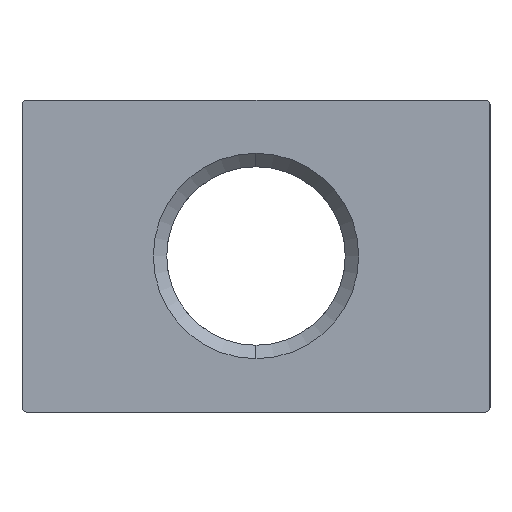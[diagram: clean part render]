
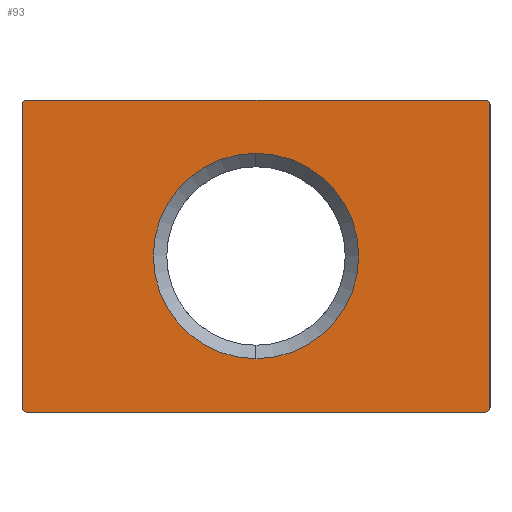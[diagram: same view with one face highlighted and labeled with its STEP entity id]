
A CAD part, left-side view. The second image highlights one B-rep face of the part: STEP entity #93.
In plain terms, the highlighted planar face has unit normal (-1, 0, 0).
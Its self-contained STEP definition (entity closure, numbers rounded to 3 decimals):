
#93=ADVANCED_FACE('',(#226,#227),#228,.T.);
#226=FACE_OUTER_BOUND('',#408,.T.);
#227=FACE_BOUND('',#409,.T.);
#228=PLANE('',#410);
#408=EDGE_LOOP('',(#637,#638,#639,#640,#641,#642,#643,#644));
#409=EDGE_LOOP('',(#645,#646));
#410=AXIS2_PLACEMENT_3D('',#647,#648,#649);
#637=ORIENTED_EDGE('',*,*,#1127,.T.);
#638=ORIENTED_EDGE('',*,*,#1132,.F.);
#639=ORIENTED_EDGE('',*,*,#1133,.T.);
#640=ORIENTED_EDGE('',*,*,#1134,.T.);
#641=ORIENTED_EDGE('',*,*,#1135,.T.);
#642=ORIENTED_EDGE('',*,*,#1087,.T.);
#643=ORIENTED_EDGE('',*,*,#1136,.T.);
#644=ORIENTED_EDGE('',*,*,#1137,.F.);
#645=ORIENTED_EDGE('',*,*,#1138,.T.);
#646=ORIENTED_EDGE('',*,*,#1139,.T.);
#647=CARTESIAN_POINT('',(0.0,30.0,-10.0));
#648=DIRECTION('',(-1.0,0.0,0.0));
#649=DIRECTION('',(0.0,0.0,1.0));
#1087=EDGE_CURVE('',#1299,#1303,#1305,.T.);
#1127=EDGE_CURVE('',#1377,#1378,#1379,.T.);
#1132=EDGE_CURVE('',#1386,#1378,#1387,.T.);
#1133=EDGE_CURVE('',#1386,#1388,#1389,.T.);
#1134=EDGE_CURVE('',#1388,#1390,#1391,.T.);
#1135=EDGE_CURVE('',#1390,#1299,#1392,.T.);
#1136=EDGE_CURVE('',#1303,#1393,#1394,.T.);
#1137=EDGE_CURVE('',#1377,#1393,#1395,.T.);
#1138=EDGE_CURVE('',#1396,#1397,#1398,.T.);
#1139=EDGE_CURVE('',#1397,#1396,#1399,.T.);
#1299=VERTEX_POINT('',#1616);
#1303=VERTEX_POINT('',#1622);
#1305=LINE('',#1625,#1626);
#1377=VERTEX_POINT('',#1730);
#1378=VERTEX_POINT('',#1731);
#1379=CIRCLE('',#1732,0.3);
#1386=VERTEX_POINT('',#1741);
#1387=LINE('',#1742,#1743);
#1388=VERTEX_POINT('',#1744);
#1389=CIRCLE('',#1745,0.3);
#1390=VERTEX_POINT('',#1746);
#1391=LINE('',#1747,#1748);
#1392=CIRCLE('',#1749,0.3);
#1393=VERTEX_POINT('',#1750);
#1394=CIRCLE('',#1751,0.3);
#1395=LINE('',#1752,#1753);
#1396=VERTEX_POINT('',#1754);
#1397=VERTEX_POINT('',#1755);
#1398=CIRCLE('',#1756,6.582);
#1399=CIRCLE('',#1757,6.582);
#1616=CARTESIAN_POINT('',(0.0,0.0,-9.7));
#1622=CARTESIAN_POINT('',(0.0,0.0,9.7));
#1625=CARTESIAN_POINT('',(0.0,0.0,-9.7));
#1626=VECTOR('',#2246,19.4);
#1730=CARTESIAN_POINT('',(0.0,29.7,10.0));
#1731=CARTESIAN_POINT('',(0.0,30.0,9.7));
#1732=AXIS2_PLACEMENT_3D('',#2323,#2324,#2325);
#1741=CARTESIAN_POINT('',(0.0,30.0,-9.7));
#1742=CARTESIAN_POINT('',(0.0,30.0,-9.7));
#1743=VECTOR('',#2331,19.4);
#1744=CARTESIAN_POINT('',(0.0,29.7,-10.0));
#1745=AXIS2_PLACEMENT_3D('',#2332,#2333,#2334);
#1746=CARTESIAN_POINT('',(0.0,0.3,-10.0));
#1747=CARTESIAN_POINT('',(0.0,29.7,-10.0));
#1748=VECTOR('',#2335,29.4);
#1749=AXIS2_PLACEMENT_3D('',#2336,#2337,#2338);
#1750=CARTESIAN_POINT('',(0.0,0.3,10.0));
#1751=AXIS2_PLACEMENT_3D('',#2339,#2340,#2341);
#1752=CARTESIAN_POINT('',(0.0,29.7,10.0));
#1753=VECTOR('',#2342,29.4);
#1754=CARTESIAN_POINT('',(0.0,15.0,-6.582));
#1755=CARTESIAN_POINT('',(0.0,15.0,6.582));
#1756=AXIS2_PLACEMENT_3D('',#2343,#2344,#2345);
#1757=AXIS2_PLACEMENT_3D('',#2346,#2347,#2348);
#2246=DIRECTION('',(0.0,0.0,1.0));
#2323=CARTESIAN_POINT('',(0.0,29.7,9.7));
#2324=DIRECTION('',(-1.0,0.0,0.0));
#2325=DIRECTION('',(0.0,0.0,1.0));
#2331=DIRECTION('',(0.0,0.0,1.0));
#2332=CARTESIAN_POINT('',(0.0,29.7,-9.7));
#2333=DIRECTION('',(-1.0,0.0,0.0));
#2334=DIRECTION('',(0.0,1.0,0.0));
#2335=DIRECTION('',(0.0,-1.0,0.0));
#2336=CARTESIAN_POINT('',(0.0,0.3,-9.7));
#2337=DIRECTION('',(-1.0,0.0,0.0));
#2338=DIRECTION('',(0.0,0.,-1.0));
#2339=CARTESIAN_POINT('',(0.0,0.3,9.7));
#2340=DIRECTION('',(-1.0,0.0,0.0));
#2341=DIRECTION('',(0.0,-1.0,0.0));
#2342=DIRECTION('',(0.0,-1.0,0.0));
#2343=CARTESIAN_POINT('',(0.0,15.0,0.0));
#2344=DIRECTION('',(1.0,0.0,0.0));
#2345=DIRECTION('',(0.0,0.0,-1.0));
#2346=CARTESIAN_POINT('',(0.0,15.0,0.0));
#2347=DIRECTION('',(1.0,0.0,0.0));
#2348=DIRECTION('',(0.0,0.0,-1.0));
